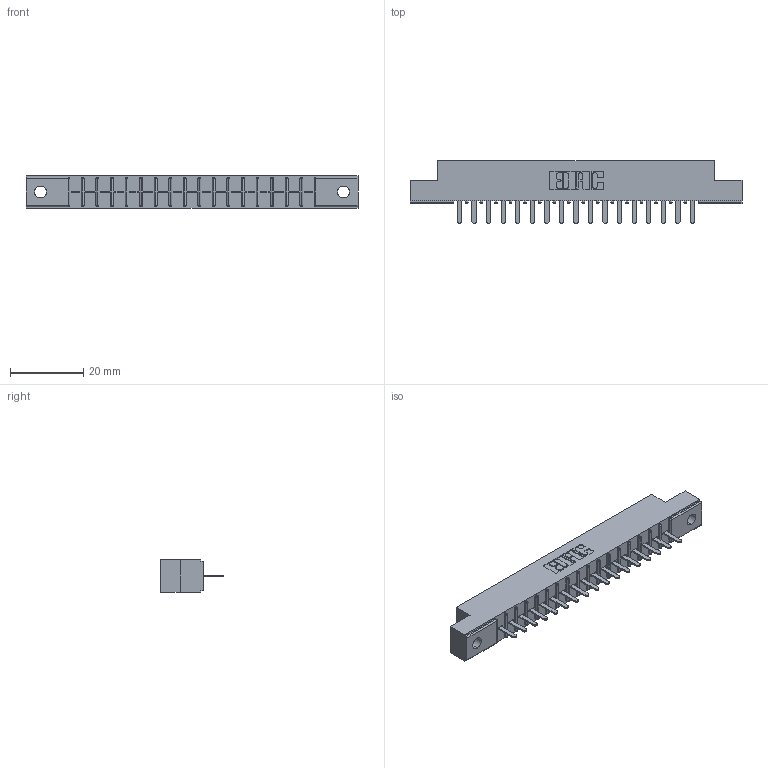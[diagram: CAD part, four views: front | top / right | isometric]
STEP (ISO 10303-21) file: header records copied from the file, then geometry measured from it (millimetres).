
FILE_DESCRIPTION (( 'STEP AP203' ), '1' );
FILE_NAME ('306-017-520-102.STEP', '2019-09-11T20:13:31', ( '' ), ( '' ), 'SwSTEP 2.0', 'SolidWorks 2016', '' );
FILE_SCHEMA (( 'CONFIG_CONTROL_DESIGN' ));
Length unit declared in the file: inch
Products named in the file (3): 306-290-001_120; 306-017-520-102; 306 Part_.128 Dia
Assembly tree (18 placements, depth 2):
  306-017-520-102
    306 Part_.128 Dia
    306-290-001_120  x17
Bounding box: 90.37 x 17.12 x 8.71 mm (x, y, z)
Volume: 6120.5 mm3; surface area: 8641.6 mm2
Topology: 18 solids, 18 shells, 1306 faces, 3665 edges, 2350 vertices
Faces by surface type: plane 867, cylinder 371, sphere 68
Entity records: 19050 total; most frequent: CARTESIAN_POINT 3194, ORIENTED_EDGE 3162, DIRECTION 3153, EDGE_CURVE 1581, LINE 1223, VECTOR 1223, VERTEX_POINT 1006, AXIS2_PLACEMENT_3D 965
